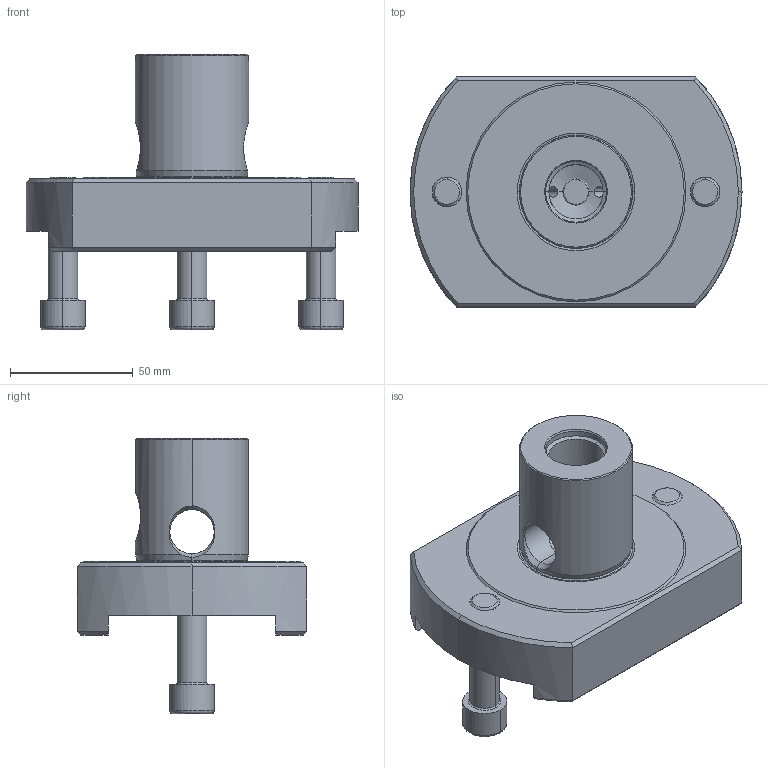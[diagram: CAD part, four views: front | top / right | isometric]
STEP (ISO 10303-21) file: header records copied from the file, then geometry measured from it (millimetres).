
FILE_DESCRIPTION(('no description'),'unknown implementation level');
FILE_NAME('4031A88A-B535-43F6-BDBA-FF1E5118D687_export.stp',' ',('CIMSOURCE GmbH'),('CADClick - KiM GmbH - www.kimweb.de'),'unknown preprocess','ACIS','unknown authorization');
FILE_SCHEMA(('automotive_design'));
Length unit declared in the file: millimetre
Products named in the file (4): 318.201 Kaiser Flansch CK7BxFK135|690.121 Kaiser ETL M12 X 50A_DIN 912 M12 x 20 --- 20C;Hex; 318.201 Kaiser Flansch CK7BxFK135|318.201 Kaiser Flansch CK7BxFK135;Fase5
Bounding box: 135 x 93.5 x 112 mm (x, y, z)
Volume: 341727.9 mm3; surface area: 58381.8 mm2
Topology: 4 solids, 4 shells, 174 faces, 404 edges, 233 vertices
Faces by surface type: plane 61, cone 52, cylinder 45, torus 16
Entity records: 10168 total; most frequent: CARTESIAN_POINT 1551, DIRECTION 884, STYLED_ITEM 809, PRESENTATION_STYLE_ASSIGNMENT 809, COLOUR_RGB 809, ORIENTED_EDGE 796, EDGE_CURVE 398, CURVE_STYLE 398
